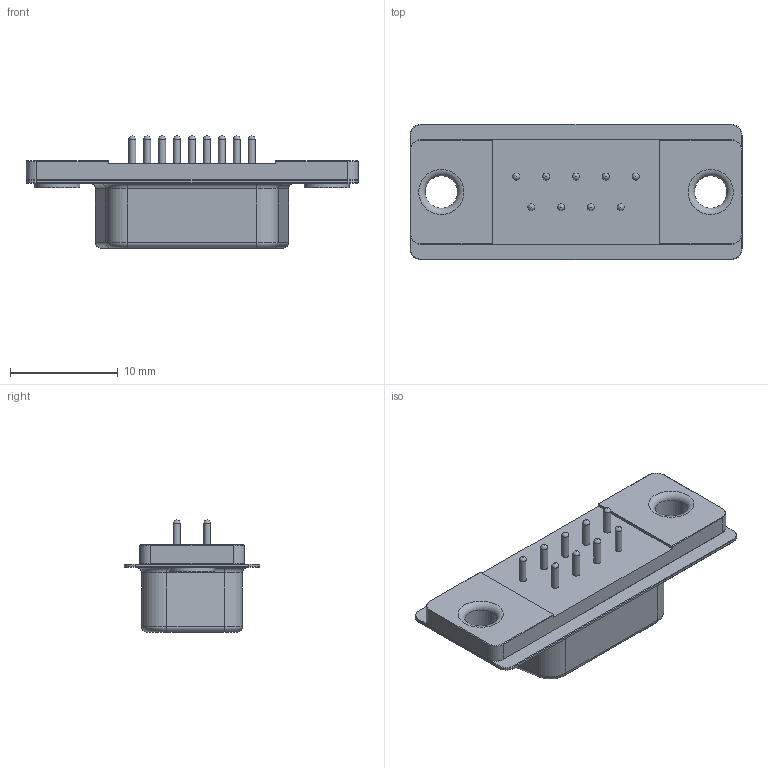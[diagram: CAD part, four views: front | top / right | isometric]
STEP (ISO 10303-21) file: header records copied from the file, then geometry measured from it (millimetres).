
FILE_DESCRIPTION(/* description */ (''),/* implementation_level */ '2;1');
FILE_NAME(/* name */ '426-09-1-3-Dummy.stp',/* time_stamp */ '2026-03-30T14:58:42+02:00',/* author */ ('Andreas.Larin'),/* organization */ (''),/* preprocessor_version */ 'ST-DEVELOPER v20',/* originating_system */ 'Autodesk Inventor 2025',/* authorisation */ '');
FILE_SCHEMA (('AUTOMOTIVE_DESIGN { 1 0 10303 214 3 1 1 }'));
Length unit declared in the file: millimetre
Products named in the file (1): 426-09-1-3-Dummy
Bounding box: 30.81 x 12.55 x 10.4 mm (x, y, z)
Volume: 762.1 mm3; surface area: 1671.9 mm2
Topology: 1 solids, 1 shells, 144 faces, 310 edges, 180 vertices
Faces by surface type: plane 54, cylinder 46, cone 16, torus 10, bspline 9, sphere 9
Full cylindrical faces by diameter (mm): 0.64 x9, 0.95 x9, 3 x2, 4.2 x2
Entity records: 4127 total; most frequent: CARTESIAN_POINT 860, DIRECTION 716, ORIENTED_EDGE 602, EDGE_CURVE 301, AXIS2_PLACEMENT_3D 279, VERTEX_POINT 180, EDGE_LOOP 169, LINE 158
